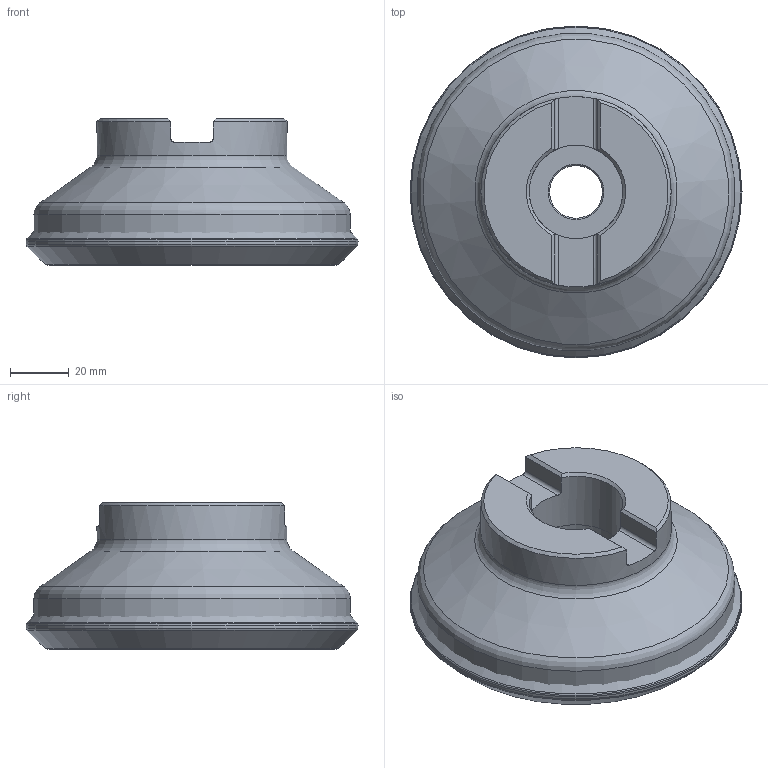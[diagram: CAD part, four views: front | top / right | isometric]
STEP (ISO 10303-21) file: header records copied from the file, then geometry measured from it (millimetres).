
FILE_DESCRIPTION(/* description */ (''),/* implementation_level */ '2;1');
FILE_NAME(/* name */ '100A07R_S45SN12Z_C_115008867ndi000_00_SIM.stp',/* time_stamp */ '2020-01-16T09:45:47+01:00',/* author */ (''),/* organization */ (''),/* preprocessor_version */ 'ST-DEVELOPER v16.7',/* originating_system */ 'SIEMENS PLM Software NX 12.0',/* authorisation */ '');
FILE_SCHEMA (('AUTOMOTIVE_DESIGN { 1 0 10303 214 3 1 1 1 }'));
Length unit declared in the file: millimetre
Products named in the file (1): wq702E28A1B96t4x
Bounding box: 113.43 x 113.43 x 50.06 mm (x, y, z)
Volume: 281128.6 mm3; surface area: 46759.2 mm2
Topology: 2 solids, 2 shells, 66 faces, 148 edges, 87 vertices
Faces by surface type: revolution 20, plane 17, cylinder 10, cone 10, torus 9
Full cylindrical faces by diameter (mm): 18 x1, 32 x1, 34 x1, 45 x1, 65 x1, 108.6 x1
Entity records: 1793 total; most frequent: CARTESIAN_POINT 505, DIRECTION 252, ORIENTED_EDGE 194, EDGE_LOOP 112, AXIS2_PLACEMENT_3D 104, EDGE_CURVE 97, FACE_BOUND 92, VERTEX_POINT 77
